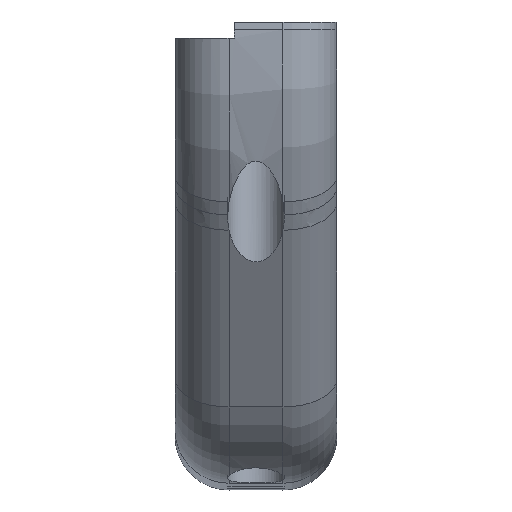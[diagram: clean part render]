
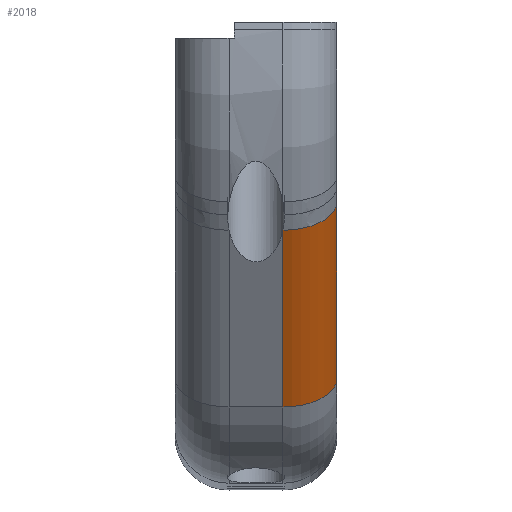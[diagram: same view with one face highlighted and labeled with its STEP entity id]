
A CAD part, front view. The second image highlights one B-rep face of the part: STEP entity #2018.
In plain terms, the highlighted cylindrical face has radius 10 mm (diameter 20 mm), a partial arc.
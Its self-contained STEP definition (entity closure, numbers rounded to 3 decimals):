
#165=LINE('',#3187,#279);
#166=LINE('',#3188,#280);
#279=VECTOR('',#2470,10.);
#280=VECTOR('',#2471,10.);
#385=CYLINDRICAL_SURFACE('',#2167,10.);
#445=FACE_OUTER_BOUND('',#560,.T.);
#560=EDGE_LOOP('',(#1389,#1390,#1391,#1392));
#703=CIRCLE('',#2165,10.);
#705=CIRCLE('',#2168,10.);
#846=VERTEX_POINT('',#3178);
#847=VERTEX_POINT('',#3180);
#848=VERTEX_POINT('',#3184);
#849=VERTEX_POINT('',#3185);
#1056=EDGE_CURVE('',#846,#847,#703,.T.);
#1058=EDGE_CURVE('',#848,#849,#705,.T.);
#1059=EDGE_CURVE('',#849,#847,#165,.T.);
#1060=EDGE_CURVE('',#846,#848,#166,.T.);
#1389=ORIENTED_EDGE('',*,*,#1058,.T.);
#1390=ORIENTED_EDGE('',*,*,#1059,.T.);
#1391=ORIENTED_EDGE('',*,*,#1056,.F.);
#1392=ORIENTED_EDGE('',*,*,#1060,.T.);
#2018=ADVANCED_FACE('',(#445),#385,.T.);
#2165=AXIS2_PLACEMENT_3D('',#3181,#2462,#2463);
#2167=AXIS2_PLACEMENT_3D('',#3183,#2466,#2467);
#2168=AXIS2_PLACEMENT_3D('',#3186,#2468,#2469);
#2462=DIRECTION('center_axis',(0.,0.529,-0.849));
#2463=DIRECTION('ref_axis',(1.,0.,0.));
#2466=DIRECTION('center_axis',(0.,0.529,-0.849));
#2467=DIRECTION('ref_axis',(0.707,-0.6,-0.374));
#2468=DIRECTION('center_axis',(0.,0.529,-0.849));
#2469=DIRECTION('ref_axis',(1.,0.,0.));
#2470=DIRECTION('',(0.,0.529,-0.849));
#2471=DIRECTION('',(0.,-0.529,0.849));
#3178=CARTESIAN_POINT('',(0.,-209.482,-81.092));
#3180=CARTESIAN_POINT('',(-10.,-217.968,-86.383));
#3181=CARTESIAN_POINT('Origin',(-10.,-209.482,-81.092));
#3183=CARTESIAN_POINT('Origin',(-10.,-188.371,-114.955));
#3184=CARTESIAN_POINT('',(0.,-229.913,-48.318));
#3185=CARTESIAN_POINT('',(-10.,-238.399,-53.609));
#3186=CARTESIAN_POINT('Origin',(-10.,-229.913,-48.318));
#3187=CARTESIAN_POINT('',(-10.,-196.857,-120.245));
#3188=CARTESIAN_POINT('',(0.,-188.371,-114.955));
